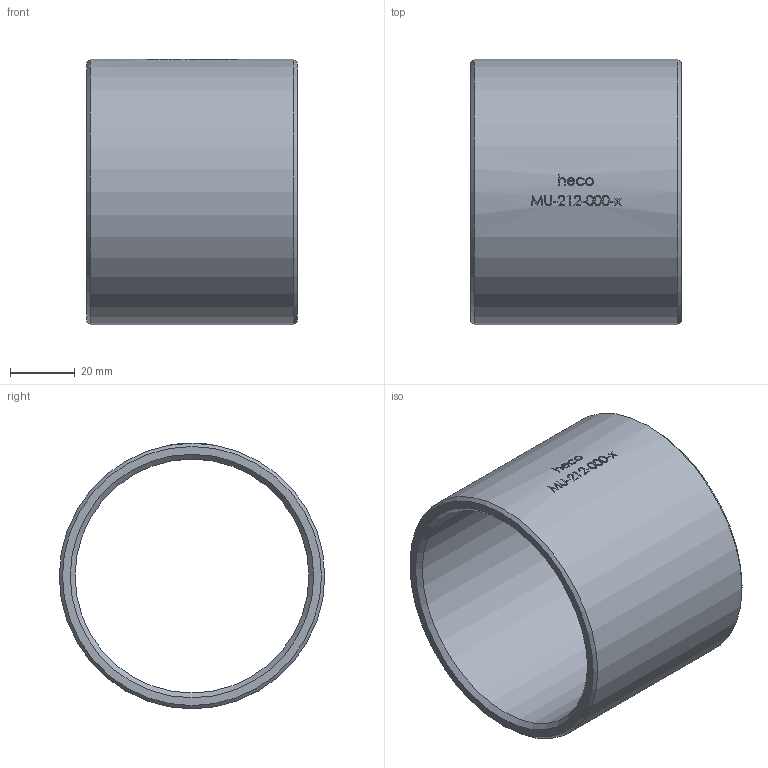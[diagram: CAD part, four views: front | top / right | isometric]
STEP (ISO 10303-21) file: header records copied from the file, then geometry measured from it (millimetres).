
FILE_DESCRIPTION (( 'STEP AP214' ), '1' );
FILE_NAME ('MU-212-000-x Muffe 2305.STEP', '2023-05-03T11:50:28', ( '' ), ( '' ), 'SwSTEP 2.0', 'SolidWorks 2019', '' );
FILE_SCHEMA (( 'AUTOMOTIVE_DESIGN' ));
Length unit declared in the file: millimetre
Products named in the file (1): MU-212-000-x Muffe 2305
Bounding box: 65 x 82 x 82.02 mm (x, y, z)
Volume: 76166.5 mm3; surface area: 33176.2 mm2
Topology: 1 solids, 1 shells, 184 faces, 479 edges, 318 vertices
Faces by surface type: bspline 81, plane 76, cylinder 23, cone 4
Full cylindrical faces by diameter (mm): 72.23 x1, 82 x1
Entity records: 10419 total; most frequent: CARTESIAN_POINT 4612, ORIENTED_EDGE 946, DIRECTION 517, EDGE_CURVE 473, VERTEX_POINT 318, LINE 217, VECTOR 217, EDGE_LOOP 213
